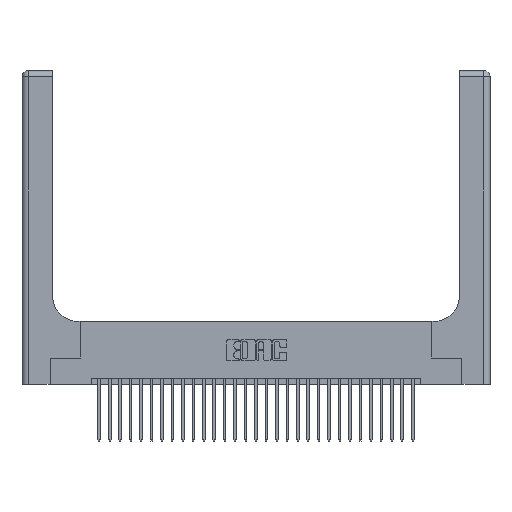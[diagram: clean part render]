
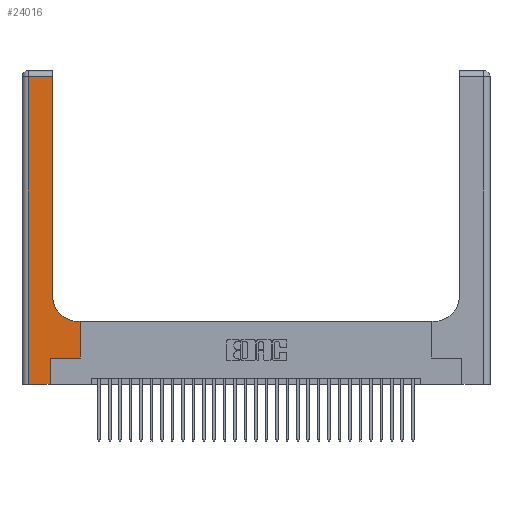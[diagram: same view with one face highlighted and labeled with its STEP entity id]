
A CAD part, top view. The second image highlights one B-rep face of the part: STEP entity #24016.
In plain terms, the highlighted planar face has unit normal (0, 0, 1).
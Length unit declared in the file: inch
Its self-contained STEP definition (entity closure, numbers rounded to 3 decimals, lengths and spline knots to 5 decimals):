
#227 = LINE ( 'NONE', #24384, #5982 ) ;
#859 = CARTESIAN_POINT ( 'NONE',  ( 0.5585, 0.25, 0.37 ) ) ;
#1899 = DIRECTION ( 'NONE',  ( -1., 0., 0. ) ) ;
#2217 = PLANE ( 'NONE',  #3741 ) ;
#3365 = VECTOR ( 'NONE', #1899, 39.37008 ) ;
#3741 = AXIS2_PLACEMENT_3D ( 'NONE', #18880, #21291, #7045 ) ;
#4397 = EDGE_CURVE ( 'NONE', #11640, #19598, #227, .T. ) ;
#4876 = CARTESIAN_POINT ( 'NONE',  ( 0.5585, 0.6, 0.37 ) ) ;
#5551 = VERTEX_POINT ( 'NONE', #16567 ) ;
#5966 = VECTOR ( 'NONE', #29579, 39.37008 ) ;
#5982 = VECTOR ( 'NONE', #12461, 39.37008 ) ;
#6912 = VECTOR ( 'NONE', #19433, 39.37008 ) ;
#7045 = DIRECTION ( 'NONE',  ( -1., 0., 0. ) ) ;
#7054 = ORIENTED_EDGE ( 'NONE', *, *, #22647, .T. ) ;
#7608 = VERTEX_POINT ( 'NONE', #22161 ) ;
#7730 = AXIS2_PLACEMENT_3D ( 'NONE', #12974, #29708, #15365 ) ;
#8400 = ORIENTED_EDGE ( 'NONE', *, *, #26851, .T. ) ;
#9663 = CARTESIAN_POINT ( 'NONE',  ( 0.269, 0., 0.37 ) ) ;
#9958 = ORIENTED_EDGE ( 'NONE', *, *, #23010, .T. ) ;
#9982 = DIRECTION ( 'NONE',  ( 0., 1., 0. ) ) ;
#10345 = VECTOR ( 'NONE', #21450, 39.37008 ) ;
#10481 = EDGE_CURVE ( 'NONE', #5551, #11640, #26920, .T. ) ;
#11640 = VERTEX_POINT ( 'NONE', #25589 ) ;
#12224 = LINE ( 'NONE', #17455, #5966 ) ;
#12461 = DIRECTION ( 'NONE',  ( -1., 0., 0. ) ) ;
#12642 = LINE ( 'NONE', #20708, #18263 ) ;
#12974 = CARTESIAN_POINT ( 'NONE',  ( 0.5415, 0.85, 0.37 ) ) ;
#13134 = ORIENTED_EDGE ( 'NONE', *, *, #19884, .T. ) ;
#13179 = LINE ( 'NONE', #28952, #6912 ) ;
#14302 = CARTESIAN_POINT ( 'NONE',  ( 0.5415, 0.6, 0.37 ) ) ;
#14414 = ORIENTED_EDGE ( 'NONE', *, *, #25660, .T. ) ;
#14933 = ORIENTED_EDGE ( 'NONE', *, *, #20763, .T. ) ;
#15132 = CARTESIAN_POINT ( 'NONE',  ( 0.269, 0.25, 0.37 ) ) ;
#15261 = ORIENTED_EDGE ( 'NONE', *, *, #18378, .T. ) ;
#15365 = DIRECTION ( 'NONE',  ( 1., 0., 0. ) ) ;
#15653 = VERTEX_POINT ( 'NONE', #14302 ) ;
#15885 = DIRECTION ( 'NONE',  ( 0., 1., 0. ) ) ;
#16349 = VERTEX_POINT ( 'NONE', #4876 ) ;
#16567 = CARTESIAN_POINT ( 'NONE',  ( 0.2915, 0.85, 0.37 ) ) ;
#16843 = VERTEX_POINT ( 'NONE', #23557 ) ;
#17321 = EDGE_LOOP ( 'NONE', ( #23581, #21764, #15261, #9958, #13134, #8400, #14933, #14414, #7054 ) ) ;
#17455 = CARTESIAN_POINT ( 'NONE',  ( 0.06, 3., 0.37 ) ) ;
#18126 = VERTEX_POINT ( 'NONE', #9663 ) ;
#18263 = VECTOR ( 'NONE', #15885, 39.37008 ) ;
#18378 = EDGE_CURVE ( 'NONE', #19598, #16843, #12224, .T. ) ;
#18880 = CARTESIAN_POINT ( 'NONE',  ( 0., 3., 0.37 ) ) ;
#18940 = VECTOR ( 'NONE', #19999, 39.37008 ) ;
#19433 = DIRECTION ( 'NONE',  ( 1., 0., 0. ) ) ;
#19598 = VERTEX_POINT ( 'NONE', #26896 ) ;
#19884 = EDGE_CURVE ( 'NONE', #18126, #25403, #12642, .T. ) ;
#19999 = DIRECTION ( 'NONE',  ( 0., 1., 0. ) ) ;
#20708 = CARTESIAN_POINT ( 'NONE',  ( 0.269, 0., 0.37 ) ) ;
#20763 = EDGE_CURVE ( 'NONE', #7608, #16349, #25293, .T. ) ;
#21291 = DIRECTION ( 'NONE',  ( 0., 0., -1. ) ) ;
#21300 = VECTOR ( 'NONE', #9982, 39.37008 ) ;
#21450 = DIRECTION ( 'NONE',  ( 1., 0., 0. ) ) ;
#21764 = ORIENTED_EDGE ( 'NONE', *, *, #4397, .T. ) ;
#22161 = CARTESIAN_POINT ( 'NONE',  ( 0.5585, 0.25, 0.37 ) ) ;
#22397 = LINE ( 'NONE', #30496, #3365 ) ;
#22647 = EDGE_CURVE ( 'NONE', #15653, #5551, #23674, .T. ) ;
#23010 = EDGE_CURVE ( 'NONE', #16843, #18126, #13179, .T. ) ;
#23557 = CARTESIAN_POINT ( 'NONE',  ( 0.06, 0., 0.37 ) ) ;
#23581 = ORIENTED_EDGE ( 'NONE', *, *, #10481, .T. ) ;
#23674 = CIRCLE ( 'NONE', #7730, 0.25 ) ;
#23731 = CARTESIAN_POINT ( 'NONE',  ( 0.269, 0.25, 0.37 ) ) ;
#24016 = ADVANCED_FACE ( 'NONE', ( #24347 ), #2217, .F. ) ;
#24246 = CARTESIAN_POINT ( 'NONE',  ( 0.2915, 3., 0.37 ) ) ;
#24347 = FACE_OUTER_BOUND ( 'NONE', #17321, .T. ) ;
#24384 = CARTESIAN_POINT ( 'NONE',  ( 0., 2.94, 0.37 ) ) ;
#25293 = LINE ( 'NONE', #859, #18940 ) ;
#25403 = VERTEX_POINT ( 'NONE', #15132 ) ;
#25589 = CARTESIAN_POINT ( 'NONE',  ( 0.2915, 2.94, 0.37 ) ) ;
#25660 = EDGE_CURVE ( 'NONE', #16349, #15653, #22397, .T. ) ;
#26851 = EDGE_CURVE ( 'NONE', #25403, #7608, #28621, .T. ) ;
#26896 = CARTESIAN_POINT ( 'NONE',  ( 0.06, 2.94, 0.37 ) ) ;
#26920 = LINE ( 'NONE', #24246, #21300 ) ;
#28621 = LINE ( 'NONE', #23731, #10345 ) ;
#28952 = CARTESIAN_POINT ( 'NONE',  ( 0., 0., 0.37 ) ) ;
#29579 = DIRECTION ( 'NONE',  ( 0., -1., 0. ) ) ;
#29708 = DIRECTION ( 'NONE',  ( 0., 0., -1. ) ) ;
#30496 = CARTESIAN_POINT ( 'NONE',  ( 0.2915, 0.6, 0.37 ) ) ;
